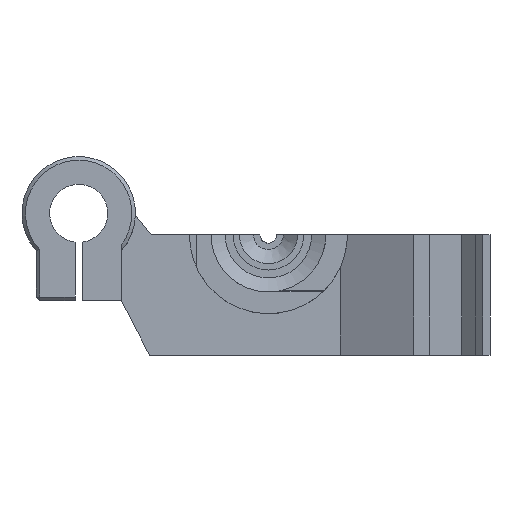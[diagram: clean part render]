
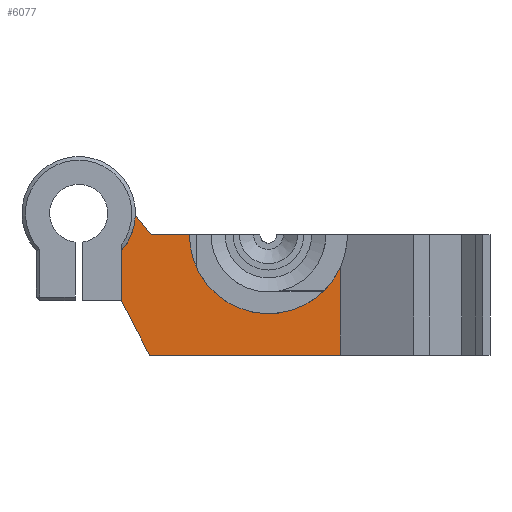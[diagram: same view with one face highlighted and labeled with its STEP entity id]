
A CAD part, front view. The second image highlights one B-rep face of the part: STEP entity #6077.
In plain terms, the highlighted planar face has unit normal (0, -1, 0).
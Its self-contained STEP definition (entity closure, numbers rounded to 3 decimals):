
#322=CIRCLE('',#6431,8.);
#323=CIRCLE('',#6432,11.15);
#494=FACE_OUTER_BOUND('',#831,.T.);
#831=EDGE_LOOP('',(#4018,#4019,#4020,#4021,#4022,#4023,#4024,#4025));
#1206=LINE('',#8530,#1837);
#1210=LINE('',#8538,#1841);
#1214=LINE('',#8552,#1845);
#1215=LINE('',#8554,#1846);
#1216=LINE('',#8556,#1847);
#1217=LINE('',#8558,#1848);
#1837=VECTOR('',#6919,10.);
#1841=VECTOR('',#6925,10.);
#1845=VECTOR('',#6937,10.);
#1846=VECTOR('',#6938,10.);
#1847=VECTOR('',#6939,10.);
#1848=VECTOR('',#6940,10.);
#2468=VERTEX_POINT('',#8528);
#2469=VERTEX_POINT('',#8529);
#2472=VERTEX_POINT('',#8537);
#2477=VERTEX_POINT('',#8549);
#2478=VERTEX_POINT('',#8551);
#2479=VERTEX_POINT('',#8553);
#2480=VERTEX_POINT('',#8555);
#2481=VERTEX_POINT('',#8557);
#3074=EDGE_CURVE('',#2468,#2469,#1206,.T.);
#3078=EDGE_CURVE('',#2472,#2469,#1210,.T.);
#3084=EDGE_CURVE('',#2468,#2477,#322,.T.);
#3085=EDGE_CURVE('',#2477,#2478,#1214,.T.);
#3086=EDGE_CURVE('',#2478,#2479,#1215,.T.);
#3087=EDGE_CURVE('',#2479,#2480,#1216,.T.);
#3088=EDGE_CURVE('',#2480,#2481,#1217,.T.);
#3089=EDGE_CURVE('',#2472,#2481,#323,.T.);
#4018=ORIENTED_EDGE('',*,*,#3078,.T.);
#4019=ORIENTED_EDGE('',*,*,#3074,.F.);
#4020=ORIENTED_EDGE('',*,*,#3084,.T.);
#4021=ORIENTED_EDGE('',*,*,#3085,.T.);
#4022=ORIENTED_EDGE('',*,*,#3086,.T.);
#4023=ORIENTED_EDGE('',*,*,#3087,.T.);
#4024=ORIENTED_EDGE('',*,*,#3088,.T.);
#4025=ORIENTED_EDGE('',*,*,#3089,.F.);
#5875=PLANE('',#6430);
#6077=ADVANCED_FACE('',(#494),#5875,.F.);
#6430=AXIS2_PLACEMENT_3D('',#8548,#6933,#6934);
#6431=AXIS2_PLACEMENT_3D('',#8550,#6935,#6936);
#6432=AXIS2_PLACEMENT_3D('',#8559,#6941,#6942);
#6919=DIRECTION('',(0.63,0.,-0.777));
#6925=DIRECTION('',(-1.,0.,0.));
#6933=DIRECTION('center_axis',(0.,1.,0.));
#6934=DIRECTION('ref_axis',(-1.,0.,0.));
#6935=DIRECTION('center_axis',(0.,1.,0.));
#6936=DIRECTION('ref_axis',(0.75,0.,-0.661));
#6937=DIRECTION('',(0.,0.,-1.));
#6938=DIRECTION('',(0.461,0.,-0.887));
#6939=DIRECTION('',(1.,0.,0.));
#6940=DIRECTION('',(0.,0.,1.));
#6941=DIRECTION('center_axis',(0.,-1.,0.));
#6942=DIRECTION('ref_axis',(-1.,0.,0.));
#8528=CARTESIAN_POINT('',(14.996,-22.,19.739));
#8529=CARTESIAN_POINT('',(17.216,-22.,17.));
#8530=CARTESIAN_POINT('',(26.109,-22.,6.029));
#8537=CARTESIAN_POINT('',(22.6,-22.,17.));
#8538=CARTESIAN_POINT('',(30.575,-22.,17.));
#8548=CARTESIAN_POINT('Origin',(43.9,-22.,0.));
#8549=CARTESIAN_POINT('',(13.,-22.,14.708));
#8550=CARTESIAN_POINT('Origin',(7.,-22.,20.));
#8551=CARTESIAN_POINT('',(13.,-22.,7.7));
#8552=CARTESIAN_POINT('',(13.,-22.,3.85));
#8553=CARTESIAN_POINT('',(17.,-22.,0.));
#8554=CARTESIAN_POINT('',(19.858,-22.,-5.502));
#8555=CARTESIAN_POINT('',(43.9,-22.,0.));
#8556=CARTESIAN_POINT('',(29.,-22.,0.));
#8557=CARTESIAN_POINT('',(43.9,-22.,12.385));
#8558=CARTESIAN_POINT('',(43.9,-22.,0.));
#8559=CARTESIAN_POINT('Origin',(33.75,-22.,17.));
